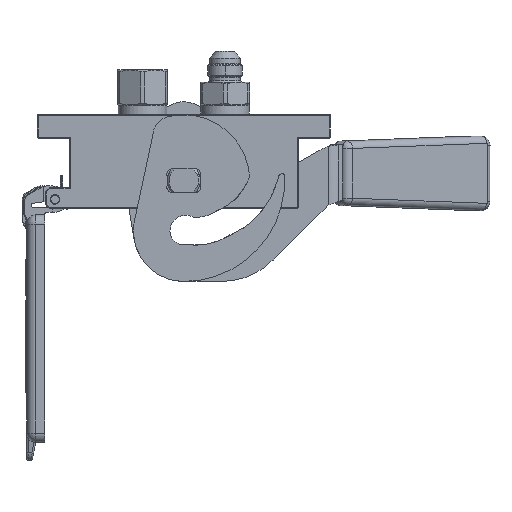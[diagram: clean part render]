
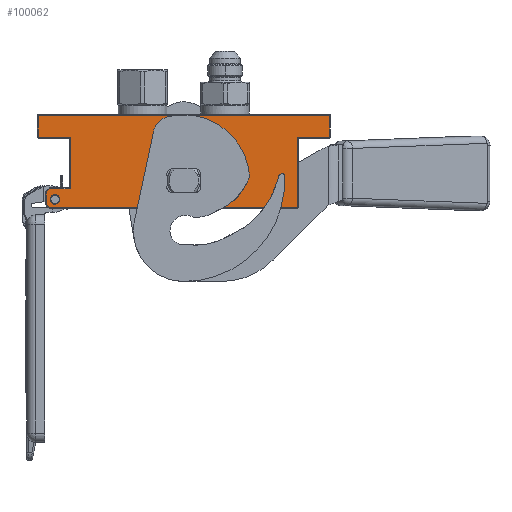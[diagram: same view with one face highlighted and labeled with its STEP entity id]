
A CAD part, front view. The second image highlights one B-rep face of the part: STEP entity #100062.
In plain terms, the highlighted planar face has unit normal (0, -1, 0).
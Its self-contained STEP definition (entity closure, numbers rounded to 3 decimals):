
#913 = VERTEX_POINT ( 'NONE', #50388 ) ;
#1303 = CARTESIAN_POINT ( 'NONE',  ( 62., 0., -12.5 ) ) ;
#2423 = ORIENTED_EDGE ( 'NONE', *, *, #104976, .T. ) ;
#3325 = CARTESIAN_POINT ( 'NONE',  ( -70.3, 0., -46.3 ) ) ;
#4112 = LINE ( 'NONE', #1303, #76118 ) ;
#4630 = EDGE_CURVE ( 'NONE', #82927, #40010, #92621, .T. ) ;
#5413 = EDGE_LOOP ( 'NONE', ( #15526, #11438 ) ) ;
#5657 = EDGE_CURVE ( 'NONE', #16328, #77113, #104159, .T. ) ;
#6091 = LINE ( 'NONE', #54049, #31027 ) ;
#8071 = CARTESIAN_POINT ( 'NONE',  ( 62., 0., -50.8 ) ) ;
#8289 = CARTESIAN_POINT ( 'NONE',  ( -73.293, 0., -40.5 ) ) ;
#8459 = CARTESIAN_POINT ( 'NONE',  ( -62., 0., -40.5 ) ) ;
#10285 = PLANE ( 'NONE',  #101290 ) ;
#10534 = ORIENTED_EDGE ( 'NONE', *, *, #85468, .F. ) ;
#10701 = ORIENTED_EDGE ( 'NONE', *, *, #86086, .T. ) ;
#10849 = VERTEX_POINT ( 'NONE', #62952 ) ;
#11438 = ORIENTED_EDGE ( 'NONE', *, *, #5657, .T. ) ;
#11758 = CARTESIAN_POINT ( 'NONE',  ( 0., 0., -47.4 ) ) ;
#11970 = DIRECTION ( 'NONE',  ( -0.707, 0., 0.707 ) ) ;
#12270 = LINE ( 'NONE', #98328, #20160 ) ;
#13168 = VERTEX_POINT ( 'NONE', #24032 ) ;
#15252 = DIRECTION ( 'NONE',  ( 0., 0., -1. ) ) ;
#15495 = CIRCLE ( 'NONE', #50023, 11.3 ) ;
#15526 = ORIENTED_EDGE ( 'NONE', *, *, #15558, .T. ) ;
#15558 = EDGE_CURVE ( 'NONE', #77113, #16328, #15495, .T. ) ;
#16135 = VERTEX_POINT ( 'NONE', #24298 ) ;
#16328 = VERTEX_POINT ( 'NONE', #11758 ) ;
#16799 = DIRECTION ( 'NONE',  ( 1., 0., 0. ) ) ;
#18712 = DIRECTION ( 'NONE',  ( 1., 0., 0. ) ) ;
#19965 = DIRECTION ( 'NONE',  ( 0., 0., 1. ) ) ;
#20160 = VECTOR ( 'NONE', #15252, 1000. ) ;
#20713 = CARTESIAN_POINT ( 'NONE',  ( 79.5, 0., -12.5 ) ) ;
#21334 = FACE_BOUND ( 'NONE', #5413, .T. ) ;
#21806 = ORIENTED_EDGE ( 'NONE', *, *, #26479, .T. ) ;
#21837 = AXIS2_PLACEMENT_3D ( 'NONE', #69396, #53324, #69758 ) ;
#22105 = CARTESIAN_POINT ( 'NONE',  ( -79.5, 0., -12.5 ) ) ;
#22507 = VECTOR ( 'NONE', #37486, 1000. ) ;
#22591 = VERTEX_POINT ( 'NONE', #57481 ) ;
#24032 = CARTESIAN_POINT ( 'NONE',  ( -79.5, 0., -0.5 ) ) ;
#24298 = CARTESIAN_POINT ( 'NONE',  ( 79.5, 0., -0.5 ) ) ;
#25518 = ORIENTED_EDGE ( 'NONE', *, *, #29988, .T. ) ;
#26479 = EDGE_CURVE ( 'NONE', #22591, #75323, #12270, .T. ) ;
#26988 = DIRECTION ( 'NONE',  ( 0.707, 0., 0.707 ) ) ;
#28966 = DIRECTION ( 'NONE',  ( -1., 0., 0. ) ) ;
#29112 = CIRCLE ( 'NONE', #104034, 2.55 ) ;
#29726 = VECTOR ( 'NONE', #16799, 1000. ) ;
#29931 = VERTEX_POINT ( 'NONE', #58217 ) ;
#29988 = EDGE_CURVE ( 'NONE', #58316, #22591, #67716, .T. ) ;
#31027 = VECTOR ( 'NONE', #19965, 1000. ) ;
#32541 = EDGE_LOOP ( 'NONE', ( #25518, #21806, #91069, #63776, #42347, #10534, #75885, #10701, #67559, #87784, #2423, #37701 ) ) ;
#33070 = EDGE_CURVE ( 'NONE', #75323, #76091, #43475, .T. ) ;
#34132 = VERTEX_POINT ( 'NONE', #61497 ) ;
#34683 = CARTESIAN_POINT ( 'NONE',  ( -75., 0., -42.207 ) ) ;
#35754 = VECTOR ( 'NONE', #26988, 1000. ) ;
#37416 = VECTOR ( 'NONE', #75242, 1000. ) ;
#37486 = DIRECTION ( 'NONE',  ( 0., 0., 1. ) ) ;
#37701 = ORIENTED_EDGE ( 'NONE', *, *, #80816, .T. ) ;
#38315 = DIRECTION ( 'NONE',  ( 0., 0., -1. ) ) ;
#39512 = LINE ( 'NONE', #87625, #22507 ) ;
#40010 = VERTEX_POINT ( 'NONE', #81442 ) ;
#42347 = ORIENTED_EDGE ( 'NONE', *, *, #4630, .T. ) ;
#43475 = LINE ( 'NONE', #102650, #59252 ) ;
#47606 = DIRECTION ( 'NONE',  ( 0., 0., -1. ) ) ;
#48767 = ORIENTED_EDGE ( 'NONE', *, *, #96617, .F. ) ;
#49701 = DIRECTION ( 'NONE',  ( 0., 0., -1. ) ) ;
#50023 = AXIS2_PLACEMENT_3D ( 'NONE', #91935, #66704, #91575 ) ;
#50388 = CARTESIAN_POINT ( 'NONE',  ( -73.293, 0., -50.8 ) ) ;
#50733 = LINE ( 'NONE', #106269, #99185 ) ;
#52262 = ORIENTED_EDGE ( 'NONE', *, *, #56021, .F. ) ;
#53324 = DIRECTION ( 'NONE',  ( 0., -1., 0. ) ) ;
#54024 = EDGE_LOOP ( 'NONE', ( #52262, #48767 ) ) ;
#54049 = CARTESIAN_POINT ( 'NONE',  ( 79.5, 0., -12.5 ) ) ;
#54455 = DIRECTION ( 'NONE',  ( 0., 1., 0. ) ) ;
#56021 = EDGE_CURVE ( 'NONE', #10849, #29931, #29112, .T. ) ;
#57481 = CARTESIAN_POINT ( 'NONE',  ( -62., 0., -12.5 ) ) ;
#58100 = CARTESIAN_POINT ( 'NONE',  ( 79.5, 0., -0.5 ) ) ;
#58217 = CARTESIAN_POINT ( 'NONE',  ( -67.75, 0., -46.3 ) ) ;
#58316 = VERTEX_POINT ( 'NONE', #22105 ) ;
#59252 = VECTOR ( 'NONE', #86983, 1000. ) ;
#60039 = LINE ( 'NONE', #66865, #71805 ) ;
#60653 = LINE ( 'NONE', #34683, #35754 ) ;
#61497 = CARTESIAN_POINT ( 'NONE',  ( 62., 0., -12.5 ) ) ;
#61523 = CARTESIAN_POINT ( 'NONE',  ( 0., 0., 0. ) ) ;
#62952 = CARTESIAN_POINT ( 'NONE',  ( -72.85, 0., -46.3 ) ) ;
#63776 = ORIENTED_EDGE ( 'NONE', *, *, #78237, .F. ) ;
#65152 = VECTOR ( 'NONE', #47606, 1000. ) ;
#66704 = DIRECTION ( 'NONE',  ( 0., 1., 0. ) ) ;
#66865 = CARTESIAN_POINT ( 'NONE',  ( -79.5, 0., -0.5 ) ) ;
#67332 = CARTESIAN_POINT ( 'NONE',  ( 0., 0., -24.8 ) ) ;
#67559 = ORIENTED_EDGE ( 'NONE', *, *, #107572, .T. ) ;
#67716 = LINE ( 'NONE', #84161, #29726 ) ;
#68985 = EDGE_CURVE ( 'NONE', #96734, #16135, #6091, .T. ) ;
#69396 = CARTESIAN_POINT ( 'NONE',  ( -70.3, 0., -46.3 ) ) ;
#69758 = DIRECTION ( 'NONE',  ( 1., 0., 0. ) ) ;
#69936 = DIRECTION ( 'NONE',  ( 0., 1., 0. ) ) ;
#71805 = VECTOR ( 'NONE', #49701, 1000. ) ;
#72278 = DIRECTION ( 'NONE',  ( 1., 0., 0. ) ) ;
#72893 = VERTEX_POINT ( 'NONE', #8071 ) ;
#74314 = CARTESIAN_POINT ( 'NONE',  ( -75., 0., -42.207 ) ) ;
#75242 = DIRECTION ( 'NONE',  ( -1., 0., 0. ) ) ;
#75323 = VERTEX_POINT ( 'NONE', #8459 ) ;
#75885 = ORIENTED_EDGE ( 'NONE', *, *, #81314, .T. ) ;
#76091 = VERTEX_POINT ( 'NONE', #8289 ) ;
#76118 = VECTOR ( 'NONE', #84368, 1000. ) ;
#77113 = VERTEX_POINT ( 'NONE', #67332 ) ;
#78237 = EDGE_CURVE ( 'NONE', #82927, #76091, #60653, .T. ) ;
#79095 = DIRECTION ( 'NONE',  ( 0., -1., 0. ) ) ;
#80240 = VECTOR ( 'NONE', #11970, 1000. ) ;
#80816 = EDGE_CURVE ( 'NONE', #13168, #58316, #60039, .T. ) ;
#81314 = EDGE_CURVE ( 'NONE', #913, #72893, #50733, .T. ) ;
#81442 = CARTESIAN_POINT ( 'NONE',  ( -75., 0., -49.093 ) ) ;
#82841 = LINE ( 'NONE', #102713, #80240 ) ;
#82927 = VERTEX_POINT ( 'NONE', #74314 ) ;
#84161 = CARTESIAN_POINT ( 'NONE',  ( -79.5, 0., -12.5 ) ) ;
#84368 = DIRECTION ( 'NONE',  ( 1., 0., 0. ) ) ;
#85468 = EDGE_CURVE ( 'NONE', #913, #40010, #82841, .T. ) ;
#85725 = AXIS2_PLACEMENT_3D ( 'NONE', #104503, #54455, #38315 ) ;
#86086 = EDGE_CURVE ( 'NONE', #72893, #34132, #39512, .T. ) ;
#86983 = DIRECTION ( 'NONE',  ( -1., 0., 0. ) ) ;
#87625 = CARTESIAN_POINT ( 'NONE',  ( 62., 0., -50.8 ) ) ;
#87784 = ORIENTED_EDGE ( 'NONE', *, *, #68985, .T. ) ;
#91069 = ORIENTED_EDGE ( 'NONE', *, *, #33070, .T. ) ;
#91575 = DIRECTION ( 'NONE',  ( 0., 0., 1. ) ) ;
#91935 = CARTESIAN_POINT ( 'NONE',  ( 0., 0., -36.1 ) ) ;
#92621 = LINE ( 'NONE', #96214, #65152 ) ;
#93929 = CIRCLE ( 'NONE', #21837, 2.55 ) ;
#96214 = CARTESIAN_POINT ( 'NONE',  ( -75., 0., -42.207 ) ) ;
#96273 = LINE ( 'NONE', #58100, #37416 ) ;
#96617 = EDGE_CURVE ( 'NONE', #29931, #10849, #93929, .T. ) ;
#96734 = VERTEX_POINT ( 'NONE', #20713 ) ;
#98328 = CARTESIAN_POINT ( 'NONE',  ( -62., 0., -12.5 ) ) ;
#99185 = VECTOR ( 'NONE', #72278, 1000. ) ;
#100062 = ADVANCED_FACE ( 'NONE', ( #105094, #21334, #102458 ), #10285, .F. ) ;
#101290 = AXIS2_PLACEMENT_3D ( 'NONE', #61523, #69936, #18712 ) ;
#102458 = FACE_BOUND ( 'NONE', #54024, .T. ) ;
#102650 = CARTESIAN_POINT ( 'NONE',  ( -62., 0., -40.5 ) ) ;
#102713 = CARTESIAN_POINT ( 'NONE',  ( -73.293, 0., -50.8 ) ) ;
#104034 = AXIS2_PLACEMENT_3D ( 'NONE', #3325, #79095, #28966 ) ;
#104159 = CIRCLE ( 'NONE', #85725, 11.3 ) ;
#104503 = CARTESIAN_POINT ( 'NONE',  ( 0., 0., -36.1 ) ) ;
#104976 = EDGE_CURVE ( 'NONE', #16135, #13168, #96273, .T. ) ;
#105094 = FACE_OUTER_BOUND ( 'NONE', #32541, .T. ) ;
#106269 = CARTESIAN_POINT ( 'NONE',  ( -73.293, 0., -50.8 ) ) ;
#107572 = EDGE_CURVE ( 'NONE', #34132, #96734, #4112, .T. ) ;
